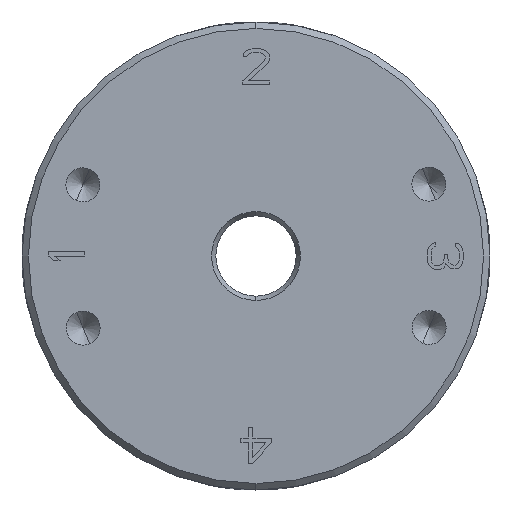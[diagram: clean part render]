
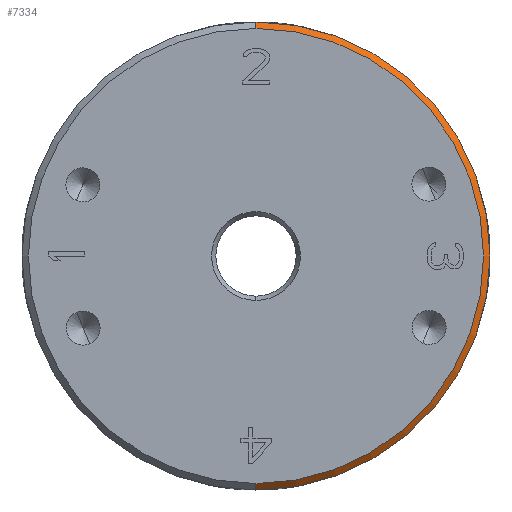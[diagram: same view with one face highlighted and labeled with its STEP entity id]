
A CAD part, left-side view. The second image highlights one B-rep face of the part: STEP entity #7334.
In plain terms, the highlighted conical face has half-angle 45 degrees and reference radius 27.394 mm.
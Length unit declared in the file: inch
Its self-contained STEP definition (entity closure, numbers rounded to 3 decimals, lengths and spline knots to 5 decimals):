
#128=CARTESIAN_POINT('',(0.,0.,0.));
#129=DIRECTION('',(1.,0.,0.));
#130=DIRECTION('',(0.,0.,1.));
#131=AXIS2_PLACEMENT_3D('',#128,#129,#130);
#612=CARTESIAN_POINT('',(0.03,0.,0.));
#613=DIRECTION('',(1.,0.,0.));
#614=DIRECTION('',(0.,0.,1.));
#615=AXIS2_PLACEMENT_3D('',#612,#613,#614);
#617=DIRECTION('',(-0.707,0.,0.707));
#618=VECTOR('',#617,0.04243);
#619=CARTESIAN_POINT('',(0.03,0.,-1.0935));
#620=LINE('',#619,#618);
#3807=DIRECTION('',(-0.707,0.,-0.707));
#3808=VECTOR('',#3807,0.04243);
#3809=CARTESIAN_POINT('',(0.03,0.,1.0935));
#3810=LINE('',#3809,#3808);
#5599=CARTESIAN_POINT('',(0.,0.,1.0635));
#5600=CARTESIAN_POINT('',(0.,0.,-1.0635));
#5601=VERTEX_POINT('',#5599);
#5602=VERTEX_POINT('',#5600);
#5619=CARTESIAN_POINT('',(0.03,0.,1.0935));
#5620=CARTESIAN_POINT('',(0.03,0.,-1.0935));
#5621=VERTEX_POINT('',#5619);
#5622=VERTEX_POINT('',#5620);
#7320=CARTESIAN_POINT('',(0.015,0.,0.));
#7321=DIRECTION('',(1.,0.,0.));
#7322=DIRECTION('',(0.,0.,-1.));
#7323=AXIS2_PLACEMENT_3D('',#7320,#7321,#7322);
#7324=CONICAL_SURFACE('',#7323,1.0785,45.);
#7326=ORIENTED_EDGE('',*,*,#7325,.T.);
#7328=ORIENTED_EDGE('',*,*,#7327,.T.);
#7329=ORIENTED_EDGE('',*,*,#7056,.F.);
#7331=ORIENTED_EDGE('',*,*,#7330,.F.);
#7332=EDGE_LOOP('',(#7326,#7328,#7329,#7331));
#7333=FACE_OUTER_BOUND('',#7332,.F.);
#132=CIRCLE('',#131,1.0635);
#616=CIRCLE('',#615,1.0935);
#7056=EDGE_CURVE('',#5601,#5602,#132,.T.);
#7325=EDGE_CURVE('',#5621,#5622,#616,.T.);
#7327=EDGE_CURVE('',#5622,#5602,#620,.T.);
#7330=EDGE_CURVE('',#5621,#5601,#3810,.T.);
#7334=ADVANCED_FACE('',(#7333),#7324,.T.);
